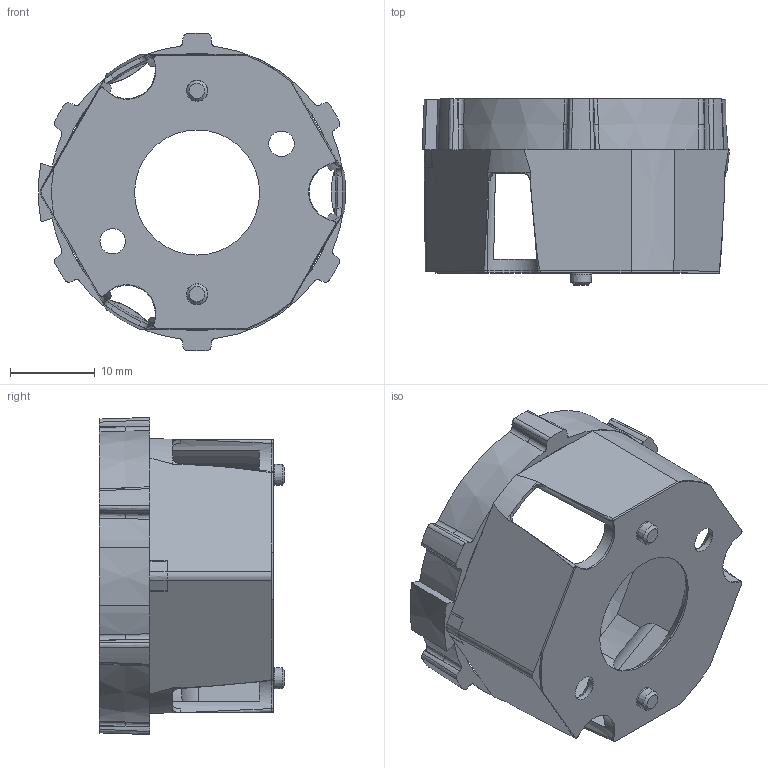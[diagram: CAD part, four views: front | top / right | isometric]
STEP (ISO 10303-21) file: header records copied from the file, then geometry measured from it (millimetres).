
FILE_DESCRIPTION(('STEP AP214'),'1');
FILE_NAME('HOLDER COL 32.stp','2022-06-21T08:51:43',(' '),(' '),'Spatial InterOp 3D',' ',' ');
FILE_SCHEMA(('AUTOMOTIVE_DESIGN { 1 0 10303 214 1 1 1 1 }'));
Length unit declared in the file: millimetre
Products named in the file (1): HOLDER COL 32
Bounding box: 36.23 x 21.94 x 37.49 mm (x, y, z)
Volume: 3204.1 mm3; surface area: 5457.5 mm2
Topology: 1 solids, 1 shells, 220 faces, 614 edges, 381 vertices
Faces by surface type: plane 76, cone 59, bspline 47, cylinder 27, torus 6, extrusion 3, revolution 2
Full cylindrical faces by diameter (mm): 2.5 x2, 3 x2, 14.748 x1
Entity records: 10423 total; most frequent: CARTESIAN_POINT 3534, ORIENTED_EDGE 1190, DIRECTION 915, EDGE_CURVE 595, AXIS2_PLACEMENT_3D 379, VERTEX_POINT 374, EDGE_LOOP 241, B_SPLINE_CURVE_WITH_KNOTS 231
